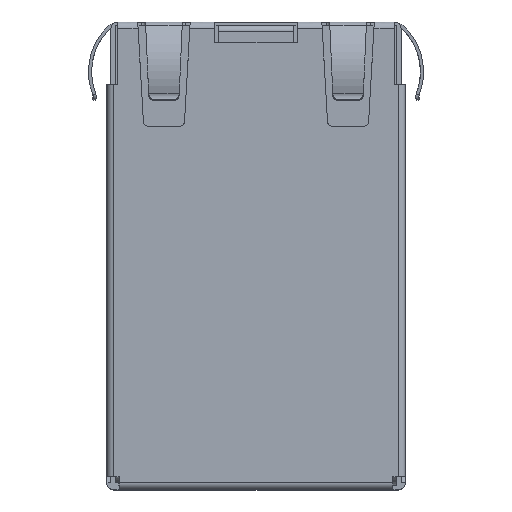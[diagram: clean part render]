
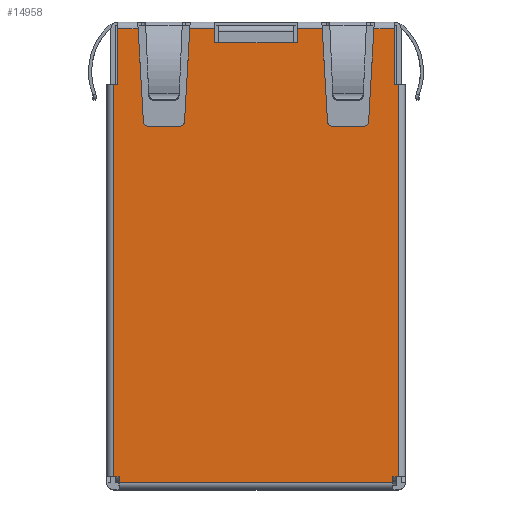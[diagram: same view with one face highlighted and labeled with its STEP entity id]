
A CAD part, top view. The second image highlights one B-rep face of the part: STEP entity #14958.
In plain terms, the highlighted planar face has unit normal (0, 0, 1).
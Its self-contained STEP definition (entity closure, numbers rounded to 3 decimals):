
#872=DIRECTION('',(0.,1.,0.));
#873=VECTOR('',#872,0.34);
#874=CARTESIAN_POINT('',(15.08,0.12,12.944));
#875=LINE('',#874,#873);
#902=DIRECTION('',(0.,1.,0.));
#903=VECTOR('',#902,0.34);
#904=CARTESIAN_POINT('',(0.22,0.12,12.944));
#905=LINE('',#904,#903);
#906=DIRECTION('',(-1.,0.,0.));
#907=VECTOR('',#906,0.3);
#908=CARTESIAN_POINT('',(0.22,0.46,12.944));
#909=LINE('',#908,#907);
#910=DIRECTION('',(1.,0.,0.));
#911=VECTOR('',#910,0.22);
#912=CARTESIAN_POINT('',(-0.08,21.765,12.944));
#913=LINE('',#912,#911);
#914=DIRECTION('',(0.,1.,0.));
#915=VECTOR('',#914,3.015);
#916=CARTESIAN_POINT('',(0.14,21.765,12.944));
#917=LINE('',#916,#915);
#918=DIRECTION('',(-0.057,0.998,0.));
#919=VECTOR('',#918,5.04);
#920=CARTESIAN_POINT('',(1.534,19.748,12.944));
#921=LINE('',#920,#919);
#922=CARTESIAN_POINT('',(1.833,19.765,12.944));
#923=DIRECTION('',(0.,0.,-1.));
#924=DIRECTION('',(0.,-1.,0.));
#925=AXIS2_PLACEMENT_3D('',#922,#923,#924);
#927=CARTESIAN_POINT('',(3.467,19.765,12.944));
#928=DIRECTION('',(0.,0.,-1.));
#929=DIRECTION('',(0.998,-0.057,0.));
#930=AXIS2_PLACEMENT_3D('',#927,#928,#929);
#932=DIRECTION('',(-0.057,-0.998,0.));
#933=VECTOR('',#932,5.04);
#934=CARTESIAN_POINT('',(4.054,24.78,12.944));
#935=LINE('',#934,#933);
#936=DIRECTION('',(0.,-1.,0.));
#937=VECTOR('',#936,0.765);
#938=CARTESIAN_POINT('',(5.415,24.78,12.944));
#939=LINE('',#938,#937);
#940=DIRECTION('',(1.,0.,0.));
#941=VECTOR('',#940,4.47);
#942=CARTESIAN_POINT('',(5.415,24.015,12.944));
#943=LINE('',#942,#941);
#944=DIRECTION('',(-0.057,0.998,0.));
#945=VECTOR('',#944,5.04);
#946=CARTESIAN_POINT('',(11.534,19.748,12.944));
#947=LINE('',#946,#945);
#948=CARTESIAN_POINT('',(11.833,19.765,12.944));
#949=DIRECTION('',(0.,0.,-1.));
#950=DIRECTION('',(0.,-1.,0.));
#951=AXIS2_PLACEMENT_3D('',#948,#949,#950);
#953=DIRECTION('',(1.,0.,0.));
#954=VECTOR('',#953,1.633);
#955=CARTESIAN_POINT('',(11.833,19.465,12.944));
#956=LINE('',#955,#954);
#957=CARTESIAN_POINT('',(13.467,19.765,12.944));
#958=DIRECTION('',(0.,0.,-1.));
#959=DIRECTION('',(0.998,-0.057,0.));
#960=AXIS2_PLACEMENT_3D('',#957,#958,#959);
#962=DIRECTION('',(-0.057,-0.998,0.));
#963=VECTOR('',#962,5.04);
#964=CARTESIAN_POINT('',(14.054,24.78,12.944));
#965=LINE('',#964,#963);
#966=DIRECTION('',(0.,-1.,0.));
#967=VECTOR('',#966,3.015);
#968=CARTESIAN_POINT('',(15.16,24.78,12.944));
#969=LINE('',#968,#967);
#970=DIRECTION('',(1.,0.,0.));
#971=VECTOR('',#970,0.22);
#972=CARTESIAN_POINT('',(15.16,21.765,12.944));
#973=LINE('',#972,#971);
#974=DIRECTION('',(-1.,0.,0.));
#975=VECTOR('',#974,0.3);
#976=CARTESIAN_POINT('',(15.38,0.46,12.944));
#977=LINE('',#976,#975);
#978=DIRECTION('',(-1.,0.,0.));
#979=VECTOR('',#978,14.86);
#980=CARTESIAN_POINT('',(15.08,0.12,12.944));
#981=LINE('',#980,#979);
#1284=DIRECTION('',(1.,0.,0.));
#1285=VECTOR('',#1284,1.106);
#1286=CARTESIAN_POINT('',(14.054,24.78,12.944));
#1287=LINE('',#1286,#1285);
#1346=DIRECTION('',(1.,0.,0.));
#1347=VECTOR('',#1346,1.361);
#1348=CARTESIAN_POINT('',(9.885,24.78,12.944));
#1349=LINE('',#1348,#1347);
#1372=DIRECTION('',(0.,-1.,0.));
#1373=VECTOR('',#1372,0.765);
#1374=CARTESIAN_POINT('',(9.885,24.78,12.944));
#1375=LINE('',#1374,#1373);
#2666=DIRECTION('',(1.,0.,0.));
#2667=VECTOR('',#2666,1.361);
#2668=CARTESIAN_POINT('',(4.054,24.78,12.944));
#2669=LINE('',#2668,#2667);
#2694=DIRECTION('',(-1.,0.,0.));
#2695=VECTOR('',#2694,1.633);
#2696=CARTESIAN_POINT('',(3.467,19.465,12.944));
#2697=LINE('',#2696,#2695);
#7842=DIRECTION('',(0.,1.,0.));
#7843=VECTOR('',#7842,21.305);
#7844=CARTESIAN_POINT('',(-0.08,0.46,12.944));
#7845=LINE('',#7844,#7843);
#9952=DIRECTION('',(1.,0.,0.));
#9953=VECTOR('',#9952,1.106);
#9954=CARTESIAN_POINT('',(0.14,24.78,12.944));
#9955=LINE('',#9954,#9953);
#10042=DIRECTION('',(0.,-1.,0.));
#10043=VECTOR('',#10042,21.305);
#10044=CARTESIAN_POINT('',(15.38,21.765,12.944));
#10045=LINE('',#10044,#10043);
#12564=CARTESIAN_POINT('',(0.22,0.12,12.944));
#12565=CARTESIAN_POINT('',(0.22,0.46,12.944));
#12566=VERTEX_POINT('',#12564);
#12567=VERTEX_POINT('',#12565);
#12568=CARTESIAN_POINT('',(15.08,0.12,12.944));
#12569=VERTEX_POINT('',#12568);
#12570=CARTESIAN_POINT('',(15.08,0.46,12.944));
#12571=VERTEX_POINT('',#12570);
#12572=CARTESIAN_POINT('',(15.38,0.46,12.944));
#12573=VERTEX_POINT('',#12572);
#12574=CARTESIAN_POINT('',(15.38,21.765,12.944));
#12575=VERTEX_POINT('',#12574);
#12576=CARTESIAN_POINT('',(15.16,21.765,12.944));
#12577=VERTEX_POINT('',#12576);
#12578=CARTESIAN_POINT('',(15.16,24.78,12.944));
#12579=VERTEX_POINT('',#12578);
#12580=CARTESIAN_POINT('',(14.054,24.78,12.944));
#12581=VERTEX_POINT('',#12580);
#12582=CARTESIAN_POINT('',(13.766,19.748,12.944));
#12583=VERTEX_POINT('',#12582);
#12584=CARTESIAN_POINT('',(13.467,19.465,12.944));
#12585=VERTEX_POINT('',#12584);
#12586=CARTESIAN_POINT('',(11.833,19.465,12.944));
#12587=VERTEX_POINT('',#12586);
#12588=CARTESIAN_POINT('',(11.534,19.748,12.944));
#12589=VERTEX_POINT('',#12588);
#12590=CARTESIAN_POINT('',(11.246,24.78,12.944));
#12591=VERTEX_POINT('',#12590);
#12592=CARTESIAN_POINT('',(9.885,24.78,12.944));
#12593=VERTEX_POINT('',#12592);
#12594=CARTESIAN_POINT('',(9.885,24.015,12.944));
#12595=VERTEX_POINT('',#12594);
#12596=CARTESIAN_POINT('',(5.415,24.015,12.944));
#12597=VERTEX_POINT('',#12596);
#12598=CARTESIAN_POINT('',(5.415,24.78,12.944));
#12599=VERTEX_POINT('',#12598);
#12600=CARTESIAN_POINT('',(4.054,24.78,12.944));
#12601=VERTEX_POINT('',#12600);
#12602=CARTESIAN_POINT('',(3.766,19.748,12.944));
#12603=VERTEX_POINT('',#12602);
#12604=CARTESIAN_POINT('',(3.467,19.465,12.944));
#12605=VERTEX_POINT('',#12604);
#12606=CARTESIAN_POINT('',(1.833,19.465,12.944));
#12607=VERTEX_POINT('',#12606);
#12608=CARTESIAN_POINT('',(1.534,19.748,12.944));
#12609=VERTEX_POINT('',#12608);
#12610=CARTESIAN_POINT('',(1.246,24.78,12.944));
#12611=VERTEX_POINT('',#12610);
#12612=CARTESIAN_POINT('',(0.14,24.78,12.944));
#12613=VERTEX_POINT('',#12612);
#12614=CARTESIAN_POINT('',(0.14,21.765,12.944));
#12615=VERTEX_POINT('',#12614);
#12616=CARTESIAN_POINT('',(-0.08,21.765,12.944));
#12617=VERTEX_POINT('',#12616);
#12618=CARTESIAN_POINT('',(-0.08,0.46,12.944));
#12619=VERTEX_POINT('',#12618);
#14900=CARTESIAN_POINT('',(7.65,13.128,12.944));
#14901=DIRECTION('',(0.,0.,1.));
#14902=DIRECTION('',(0.,-1.,0.));
#14903=AXIS2_PLACEMENT_3D('',#14900,#14901,#14902);
#14904=PLANE('',#14903);
#14906=ORIENTED_EDGE('',*,*,#14905,.T.);
#14907=ORIENTED_EDGE('',*,*,#14892,.T.);
#14908=ORIENTED_EDGE('',*,*,#14704,.T.);
#14910=ORIENTED_EDGE('',*,*,#14909,.T.);
#14912=ORIENTED_EDGE('',*,*,#14911,.T.);
#14913=ORIENTED_EDGE('',*,*,#13940,.T.);
#14915=ORIENTED_EDGE('',*,*,#14914,.T.);
#14917=ORIENTED_EDGE('',*,*,#14916,.F.);
#14919=ORIENTED_EDGE('',*,*,#14918,.F.);
#14921=ORIENTED_EDGE('',*,*,#14920,.F.);
#14923=ORIENTED_EDGE('',*,*,#14922,.F.);
#14925=ORIENTED_EDGE('',*,*,#14924,.F.);
#14927=ORIENTED_EDGE('',*,*,#14926,.T.);
#14929=ORIENTED_EDGE('',*,*,#14928,.T.);
#14931=ORIENTED_EDGE('',*,*,#14930,.T.);
#14933=ORIENTED_EDGE('',*,*,#14932,.F.);
#14935=ORIENTED_EDGE('',*,*,#14934,.T.);
#14937=ORIENTED_EDGE('',*,*,#14936,.F.);
#14939=ORIENTED_EDGE('',*,*,#14938,.F.);
#14941=ORIENTED_EDGE('',*,*,#14940,.T.);
#14943=ORIENTED_EDGE('',*,*,#14942,.F.);
#14945=ORIENTED_EDGE('',*,*,#14944,.F.);
#14947=ORIENTED_EDGE('',*,*,#14946,.T.);
#14949=ORIENTED_EDGE('',*,*,#14948,.T.);
#14951=ORIENTED_EDGE('',*,*,#14950,.T.);
#14953=ORIENTED_EDGE('',*,*,#14952,.T.);
#14954=ORIENTED_EDGE('',*,*,#14840,.T.);
#14955=ORIENTED_EDGE('',*,*,#14866,.F.);
#14956=EDGE_LOOP('',(#14906,#14907,#14908,#14910,#14912,#14913,#14915,#14917,
#14919,#14921,#14923,#14925,#14927,#14929,#14931,#14933,#14935,#14937,#14939,
#14941,#14943,#14945,#14947,#14949,#14951,#14953,#14954,#14955));
#14957=FACE_OUTER_BOUND('',#14956,.F.);
#14958=ADVANCED_FACE('',(#14957),#14904,.T.);
#926=CIRCLE('',#925,0.3);
#931=CIRCLE('',#930,0.3);
#952=CIRCLE('',#951,0.3);
#961=CIRCLE('',#960,0.3);
#13940=EDGE_CURVE('',#12615,#12613,#917,.T.);
#14704=EDGE_CURVE('',#12567,#12619,#909,.T.);
#14840=EDGE_CURVE('',#12573,#12571,#977,.T.);
#14866=EDGE_CURVE('',#12569,#12571,#875,.T.);
#14892=EDGE_CURVE('',#12566,#12567,#905,.T.);
#14905=EDGE_CURVE('',#12569,#12566,#981,.T.);
#14909=EDGE_CURVE('',#12619,#12617,#7845,.T.);
#14911=EDGE_CURVE('',#12617,#12615,#913,.T.);
#14914=EDGE_CURVE('',#12613,#12611,#9955,.T.);
#14916=EDGE_CURVE('',#12609,#12611,#921,.T.);
#14918=EDGE_CURVE('',#12607,#12609,#926,.T.);
#14920=EDGE_CURVE('',#12605,#12607,#2697,.T.);
#14922=EDGE_CURVE('',#12603,#12605,#931,.T.);
#14924=EDGE_CURVE('',#12601,#12603,#935,.T.);
#14926=EDGE_CURVE('',#12601,#12599,#2669,.T.);
#14928=EDGE_CURVE('',#12599,#12597,#939,.T.);
#14930=EDGE_CURVE('',#12597,#12595,#943,.T.);
#14932=EDGE_CURVE('',#12593,#12595,#1375,.T.);
#14934=EDGE_CURVE('',#12593,#12591,#1349,.T.);
#14936=EDGE_CURVE('',#12589,#12591,#947,.T.);
#14938=EDGE_CURVE('',#12587,#12589,#952,.T.);
#14940=EDGE_CURVE('',#12587,#12585,#956,.T.);
#14942=EDGE_CURVE('',#12583,#12585,#961,.T.);
#14944=EDGE_CURVE('',#12581,#12583,#965,.T.);
#14946=EDGE_CURVE('',#12581,#12579,#1287,.T.);
#14948=EDGE_CURVE('',#12579,#12577,#969,.T.);
#14950=EDGE_CURVE('',#12577,#12575,#973,.T.);
#14952=EDGE_CURVE('',#12575,#12573,#10045,.T.);
